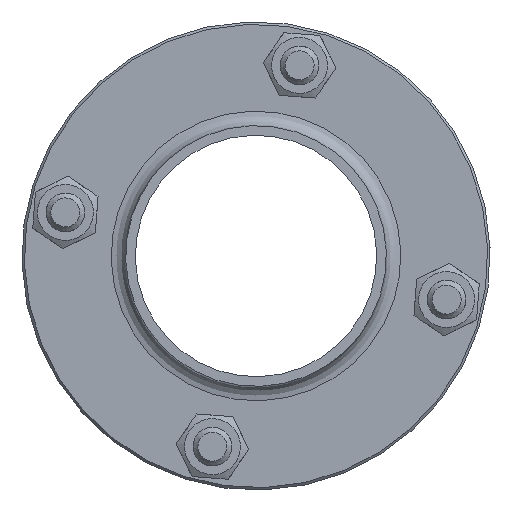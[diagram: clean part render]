
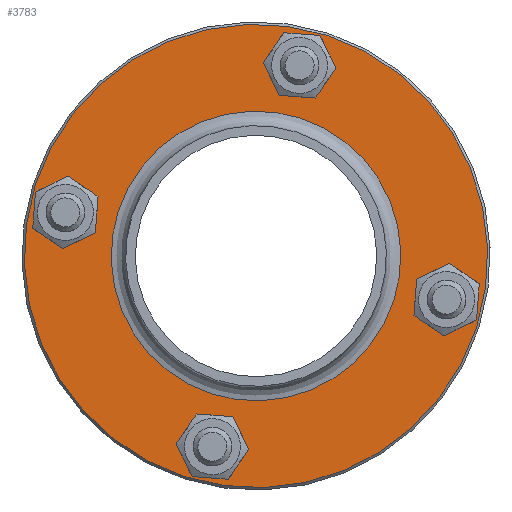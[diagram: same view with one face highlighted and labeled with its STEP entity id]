
A CAD part, left-side view. The second image highlights one B-rep face of the part: STEP entity #3783.
In plain terms, the highlighted planar face has unit normal (-1, 0, 0).
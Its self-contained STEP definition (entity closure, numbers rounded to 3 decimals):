
#884=CARTESIAN_POINT('',(-42.,-3.241,39.906));
#885=VERTEX_POINT('',#884);
#886=CARTESIAN_POINT('',(-42.0,-9.026,39.481));
#887=DIRECTION('',(1.,0.0,0.0));
#888=DIRECTION('',(0.0,0.997,0.073));
#889=AXIS2_PLACEMENT_3D('',#886,#887,#888);
#890=CIRCLE('',#889,5.8);
#891=EDGE_CURVE('',#885,#885,#890,.T.);
#3110=CARTESIAN_POINT('',(-42.,3.241,-39.906));
#3111=VERTEX_POINT('',#3110);
#3112=CARTESIAN_POINT('',(-42.0,9.026,-39.481));
#3113=DIRECTION('',(1.,0.0,0.0));
#3114=DIRECTION('',(0.0,-0.997,-0.073));
#3115=AXIS2_PLACEMENT_3D('',#3112,#3113,#3114);
#3116=CIRCLE('',#3115,5.8);
#3117=EDGE_CURVE('',#3111,#3111,#3116,.T.);
#3721=CARTESIAN_POINT('',(-42.0,-25.407,15.952));
#3722=VERTEX_POINT('',#3721);
#3723=CARTESIAN_POINT('',(-42.0,0.,0.));
#3724=DIRECTION('',(1.0,0.0,0.0));
#3725=DIRECTION('',(0.0,-0.847,0.532));
#3726=AXIS2_PLACEMENT_3D('',#3723,#3724,#3725);
#3727=CIRCLE('',#3726,30.);
#3728=EDGE_CURVE('',#3722,#3722,#3727,.T.);
#3736=CARTESIAN_POINT('',(-42.0,-33.029,20.738));
#3737=DIRECTION('',(-1.0,0.0,0.0));
#3738=DIRECTION('',(0.0,-0.532,-0.847));
#3739=AXIS2_PLACEMENT_3D('',#3736,#3737,#3738);
#3740=PLANE('',#3739);
#3741=CARTESIAN_POINT('',(-42.0,-40.652,25.524));
#3742=VERTEX_POINT('',#3741);
#3743=CARTESIAN_POINT('',(-42.0,0.,0.));
#3744=DIRECTION('',(1.,0.0,0.0));
#3745=DIRECTION('',(0.0,-0.847,0.532));
#3746=AXIS2_PLACEMENT_3D('',#3743,#3744,#3745);
#3747=CIRCLE('',#3746,48.);
#3748=EDGE_CURVE('',#3742,#3742,#3747,.T.);
#3749=ORIENTED_EDGE('',*,*,#3748,.F.);
#3750=EDGE_LOOP('',(#3749));
#3751=FACE_OUTER_BOUND('',#3750,.T.);
#3752=CARTESIAN_POINT('',(-42.,39.906,3.241));
#3753=VERTEX_POINT('',#3752);
#3754=CARTESIAN_POINT('',(-42.0,39.481,9.026));
#3755=DIRECTION('',(1.,0.0,0.0));
#3756=DIRECTION('',(0.0,0.073,-0.997));
#3757=AXIS2_PLACEMENT_3D('',#3754,#3755,#3756);
#3758=CIRCLE('',#3757,5.8);
#3759=EDGE_CURVE('',#3753,#3753,#3758,.T.);
#3760=ORIENTED_EDGE('',*,*,#3759,.T.);
#3761=EDGE_LOOP('',(#3760));
#3762=FACE_BOUND('',#3761,.T.);
#3763=ORIENTED_EDGE('',*,*,#891,.T.);
#3764=EDGE_LOOP('',(#3763));
#3765=FACE_BOUND('',#3764,.T.);
#3766=CARTESIAN_POINT('',(-42.,-39.906,-3.241));
#3767=VERTEX_POINT('',#3766);
#3768=CARTESIAN_POINT('',(-42.0,-39.481,-9.026));
#3769=DIRECTION('',(1.,0.0,0.0));
#3770=DIRECTION('',(0.0,-0.073,0.997));
#3771=AXIS2_PLACEMENT_3D('',#3768,#3769,#3770);
#3772=CIRCLE('',#3771,5.8);
#3773=EDGE_CURVE('',#3767,#3767,#3772,.T.);
#3774=ORIENTED_EDGE('',*,*,#3773,.T.);
#3775=EDGE_LOOP('',(#3774));
#3776=FACE_BOUND('',#3775,.T.);
#3777=ORIENTED_EDGE('',*,*,#3117,.T.);
#3778=EDGE_LOOP('',(#3777));
#3779=FACE_BOUND('',#3778,.T.);
#3780=ORIENTED_EDGE('',*,*,#3728,.T.);
#3781=EDGE_LOOP('',(#3780));
#3782=FACE_BOUND('',#3781,.T.);
#3783=ADVANCED_FACE('',(#3751,#3762,#3765,#3776,#3779,#3782),#3740,.T.);
